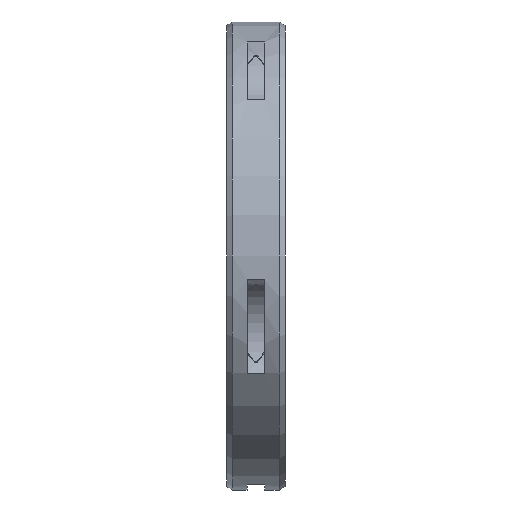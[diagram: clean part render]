
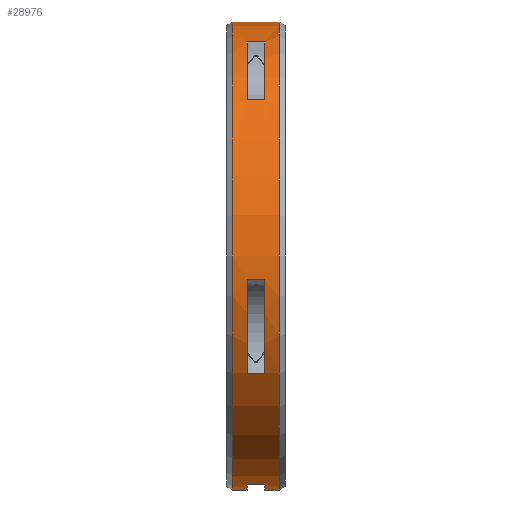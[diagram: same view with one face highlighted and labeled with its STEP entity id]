
A CAD part, left-side view. The second image highlights one B-rep face of the part: STEP entity #28976.
In plain terms, the highlighted cylindrical face has radius 40 mm (diameter 80 mm), a partial arc.
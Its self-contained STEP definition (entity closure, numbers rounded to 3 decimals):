
#27613=CARTESIAN_POINT('',(0.,-1.5,0.));
#27614=DIRECTION('',(0.,-1.,0.));
#27615=DIRECTION('',(-0.21,0.,-0.978));
#27616=AXIS2_PLACEMENT_3D('',#27613,#27614,#27615);
#27621=DIRECTION('',(0.,-1.,0.));
#27622=VECTOR('',#27621,3.);
#27623=CARTESIAN_POINT('',(-8.419,1.5,-39.104));
#27624=LINE('',#27623,#27622);
#27628=CARTESIAN_POINT('',(0.,1.5,0.));
#27629=DIRECTION('',(0.,-1.,0.));
#27630=DIRECTION('',(-0.21,0.,-0.978));
#27631=AXIS2_PLACEMENT_3D('',#27628,#27629,#27630);
#27636=DIRECTION('',(0.,1.,0.));
#27637=VECTOR('',#27636,2.5);
#27638=CARTESIAN_POINT('',(0.,1.5,-40.));
#27639=LINE('',#27638,#27637);
#27643=DIRECTION('',(0.,1.,0.));
#27644=VECTOR('',#27643,8.);
#27645=CARTESIAN_POINT('',(0.,-4.,40.));
#27646=LINE('',#27645,#27644);
#27650=CARTESIAN_POINT('',(0.,-4.,0.));
#27651=DIRECTION('',(0.,1.,0.));
#27652=DIRECTION('',(0.,0.,-1.));
#27653=AXIS2_PLACEMENT_3D('',#27650,#27651,#27652);
#27658=DIRECTION('',(0.,1.,0.));
#27659=VECTOR('',#27658,2.5);
#27660=CARTESIAN_POINT('',(0.,-4.,-40.));
#27661=LINE('',#27660,#27659);
#27665=CARTESIAN_POINT('',(0.,-1.5,0.));
#27666=DIRECTION('',(0.,-1.,0.));
#27667=DIRECTION('',(-0.404,0.,0.915));
#27668=AXIS2_PLACEMENT_3D('',#27665,#27666,#27667);
#27673=DIRECTION('',(0.,-1.,0.));
#27674=VECTOR('',#27673,3.);
#27675=CARTESIAN_POINT('',(-16.173,1.5,36.584));
#27676=LINE('',#27675,#27674);
#27680=CARTESIAN_POINT('',(0.,1.5,0.));
#27681=DIRECTION('',(0.,-1.,0.));
#27682=DIRECTION('',(-0.404,0.,0.915));
#27683=AXIS2_PLACEMENT_3D('',#27680,#27681,#27682);
#27688=DIRECTION('',(0.,-1.,0.));
#27689=VECTOR('',#27688,3.);
#27690=CARTESIAN_POINT('',(-29.796,1.5,26.687));
#27691=LINE('',#27690,#27689);
#27695=CARTESIAN_POINT('',(0.,-1.5,0.));
#27696=DIRECTION('',(0.,-1.,0.));
#27697=DIRECTION('',(-0.995,0.,-0.102));
#27698=AXIS2_PLACEMENT_3D('',#27695,#27696,#27697);
#27703=DIRECTION('',(0.,-1.,0.));
#27704=VECTOR('',#27703,3.);
#27705=CARTESIAN_POINT('',(-39.792,1.5,-4.077));
#27706=LINE('',#27705,#27704);
#27710=CARTESIAN_POINT('',(0.,1.5,0.));
#27711=DIRECTION('',(0.,-1.,0.));
#27712=DIRECTION('',(-0.995,0.,-0.102));
#27713=AXIS2_PLACEMENT_3D('',#27710,#27711,#27712);
#27718=DIRECTION('',(0.,-1.,0.));
#27719=VECTOR('',#27718,3.);
#27720=CARTESIAN_POINT('',(-34.588,1.5,-20.091));
#27721=LINE('',#27720,#27719);
#28039=CARTESIAN_POINT('',(0.,4.,0.));
#28040=DIRECTION('',(0.,1.,0.));
#28041=DIRECTION('',(0.,0.,-1.));
#28042=AXIS2_PLACEMENT_3D('',#28039,#28040,#28041);
#28262=CARTESIAN_POINT('',(0.,-4.,-40.));
#28264=VERTEX_POINT('',#28262);
#28265=CARTESIAN_POINT('',(0.,4.,-40.));
#28267=VERTEX_POINT('',#28265);
#28294=CARTESIAN_POINT('',(0.,-4.,40.));
#28296=VERTEX_POINT('',#28294);
#28297=CARTESIAN_POINT('',(0.,4.,40.));
#28298=VERTEX_POINT('',#28297);
#28311=CARTESIAN_POINT('',(0.,-1.5,-40.));
#28313=VERTEX_POINT('',#28311);
#28315=CARTESIAN_POINT('',(0.,1.5,-40.));
#28317=VERTEX_POINT('',#28315);
#28325=CARTESIAN_POINT('',(-8.419,-1.5,-39.104));
#28326=VERTEX_POINT('',#28325);
#28327=CARTESIAN_POINT('',(-8.419,1.5,-39.104));
#28328=VERTEX_POINT('',#28327);
#28381=CARTESIAN_POINT('',(-16.173,-1.5,36.584));
#28382=CARTESIAN_POINT('',(-29.796,-1.5,26.687));
#28383=VERTEX_POINT('',#28381);
#28384=VERTEX_POINT('',#28382);
#28385=CARTESIAN_POINT('',(-16.173,1.5,36.584));
#28386=CARTESIAN_POINT('',(-29.796,1.5,26.687));
#28387=VERTEX_POINT('',#28385);
#28388=VERTEX_POINT('',#28386);
#28401=CARTESIAN_POINT('',(-39.792,-1.5,-4.077));
#28402=CARTESIAN_POINT('',(-34.588,-1.5,-20.091));
#28403=VERTEX_POINT('',#28401);
#28404=VERTEX_POINT('',#28402);
#28405=CARTESIAN_POINT('',(-39.792,1.5,-4.077));
#28406=CARTESIAN_POINT('',(-34.588,1.5,-20.091));
#28407=VERTEX_POINT('',#28405);
#28408=VERTEX_POINT('',#28406);
#28940=CARTESIAN_POINT('',(0.,41.885,0.));
#28941=DIRECTION('',(0.,-1.,0.));
#28942=DIRECTION('',(0.,0.,1.));
#28943=AXIS2_PLACEMENT_3D('',#28940,#28941,#28942);
#28944=CYLINDRICAL_SURFACE('',#28943,40.);
#28945=ORIENTED_EDGE('',*,*,#28818,.F.);
#28947=ORIENTED_EDGE('',*,*,#28946,.F.);
#28949=ORIENTED_EDGE('',*,*,#28948,.T.);
#28950=ORIENTED_EDGE('',*,*,#28779,.T.);
#28952=ORIENTED_EDGE('',*,*,#28951,.T.);
#28953=ORIENTED_EDGE('',*,*,#28775,.F.);
#28955=ORIENTED_EDGE('',*,*,#28954,.F.);
#28956=ORIENTED_EDGE('',*,*,#28771,.T.);
#28957=EDGE_LOOP('',(#28945,#28947,#28949,#28950,#28952,#28953,#28955,#28956));
#28958=FACE_OUTER_BOUND('',#28957,.F.);
#28960=ORIENTED_EDGE('',*,*,#28959,.F.);
#28962=ORIENTED_EDGE('',*,*,#28961,.F.);
#28964=ORIENTED_EDGE('',*,*,#28963,.T.);
#28966=ORIENTED_EDGE('',*,*,#28965,.T.);
#28967=EDGE_LOOP('',(#28960,#28962,#28964,#28966));
#28968=FACE_BOUND('',#28967,.F.);
#28969=ORIENTED_EDGE('',*,*,#28878,.F.);
#28970=ORIENTED_EDGE('',*,*,#28926,.F.);
#28972=ORIENTED_EDGE('',*,*,#28971,.T.);
#28973=ORIENTED_EDGE('',*,*,#28900,.T.);
#28974=EDGE_LOOP('',(#28969,#28970,#28972,#28973));
#28975=FACE_BOUND('',#28974,.F.);
#27617=CIRCLE('',#27616,40.);
#27632=CIRCLE('',#27631,40.);
#27654=CIRCLE('',#27653,40.);
#27669=CIRCLE('',#27668,40.);
#27684=CIRCLE('',#27683,40.);
#27699=CIRCLE('',#27698,40.);
#27714=CIRCLE('',#27713,40.);
#28043=CIRCLE('',#28042,40.);
#28771=EDGE_CURVE('',#28264,#28313,#27661,.T.);
#28775=EDGE_CURVE('',#28296,#28298,#27646,.T.);
#28779=EDGE_CURVE('',#28317,#28267,#27639,.T.);
#28818=EDGE_CURVE('',#28326,#28313,#27617,.T.);
#28878=EDGE_CURVE('',#28403,#28404,#27699,.T.);
#28900=EDGE_CURVE('',#28408,#28404,#27721,.T.);
#28926=EDGE_CURVE('',#28407,#28403,#27706,.T.);
#28946=EDGE_CURVE('',#28328,#28326,#27624,.T.);
#28948=EDGE_CURVE('',#28328,#28317,#27632,.T.);
#28951=EDGE_CURVE('',#28267,#28298,#28043,.T.);
#28954=EDGE_CURVE('',#28264,#28296,#27654,.T.);
#28959=EDGE_CURVE('',#28383,#28384,#27669,.T.);
#28961=EDGE_CURVE('',#28387,#28383,#27676,.T.);
#28963=EDGE_CURVE('',#28387,#28388,#27684,.T.);
#28965=EDGE_CURVE('',#28388,#28384,#27691,.T.);
#28971=EDGE_CURVE('',#28407,#28408,#27714,.T.);
#28976=ADVANCED_FACE('',(#28958,#28968,#28975),#28944,.T.);
